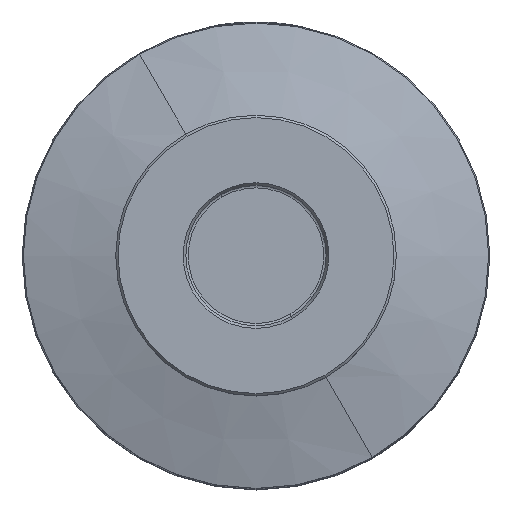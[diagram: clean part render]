
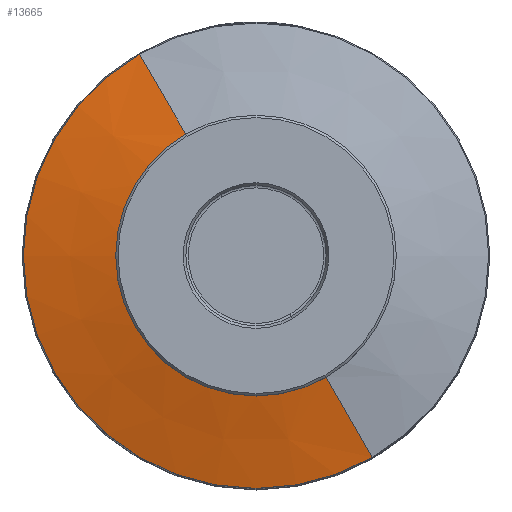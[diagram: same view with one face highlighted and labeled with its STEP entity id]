
A CAD part, top view. The second image highlights one B-rep face of the part: STEP entity #13665.
In plain terms, the highlighted conical face has half-angle 75 degrees and reference radius 39.875 mm.
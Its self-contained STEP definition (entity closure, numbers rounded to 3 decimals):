
#299=DIRECTION('',(-0.483,0.837,-0.259));
#300=VECTOR('',#299,20.447);
#301=CARTESIAN_POINT('',(-15.,25.981,58.292));
#302=LINE('',#301,#300);
#306=DIRECTION('',(0.483,-0.837,-0.259));
#307=VECTOR('',#306,20.447);
#308=CARTESIAN_POINT('',(15.,-25.981,58.292));
#309=LINE('',#308,#307);
#321=CARTESIAN_POINT('',(0.,0.,58.292));
#322=DIRECTION('',(0.,0.,1.));
#323=DIRECTION('',(-0.5,0.866,0.));
#324=AXIS2_PLACEMENT_3D('',#321,#322,#323);
#329=CARTESIAN_POINT('',(0.,0.,53.));
#330=DIRECTION('',(0.,0.,1.));
#331=DIRECTION('',(-0.5,0.866,0.));
#332=AXIS2_PLACEMENT_3D('',#329,#330,#331);
#13246=CARTESIAN_POINT('',(-15.,25.981,58.292));
#13247=VERTEX_POINT('',#13246);
#13248=CARTESIAN_POINT('',(-24.875,43.085,53.));
#13249=VERTEX_POINT('',#13248);
#13302=CARTESIAN_POINT('',(15.,-25.981,58.292));
#13303=VERTEX_POINT('',#13302);
#13304=CARTESIAN_POINT('',(24.875,-43.085,53.));
#13305=VERTEX_POINT('',#13304);
#13653=CARTESIAN_POINT('',(0.,0.,55.646));
#13654=DIRECTION('',(0.,0.,-1.));
#13655=DIRECTION('',(-0.5,0.866,0.));
#13656=AXIS2_PLACEMENT_3D('',#13653,#13654,#13655);
#13657=CONICAL_SURFACE('',#13656,39.875,75.);
#13658=ORIENTED_EDGE('',*,*,#13643,.F.);
#13659=ORIENTED_EDGE('',*,*,#13620,.T.);
#13660=ORIENTED_EDGE('',*,*,#13647,.T.);
#13662=ORIENTED_EDGE('',*,*,#13661,.F.);
#13663=EDGE_LOOP('',(#13658,#13659,#13660,#13662));
#13664=FACE_OUTER_BOUND('',#13663,.F.);
#13665=ADVANCED_FACE('',(#13664),#13657,.T.);
#325=CIRCLE('',#324,30.);
#333=CIRCLE('',#332,49.75);
#13620=EDGE_CURVE('',#13247,#13303,#325,.T.);
#13643=EDGE_CURVE('',#13247,#13249,#302,.T.);
#13647=EDGE_CURVE('',#13303,#13305,#309,.T.);
#13661=EDGE_CURVE('',#13249,#13305,#333,.T.);
